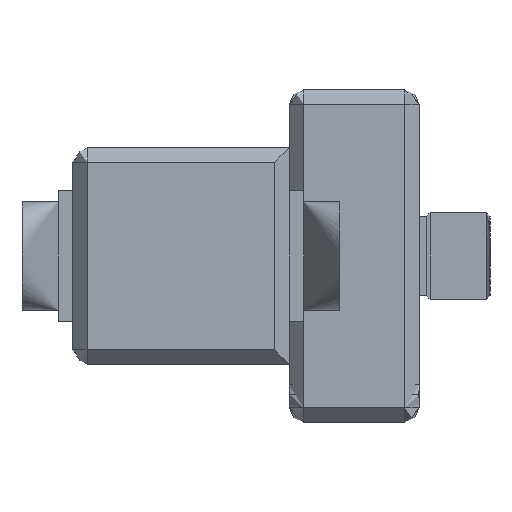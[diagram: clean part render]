
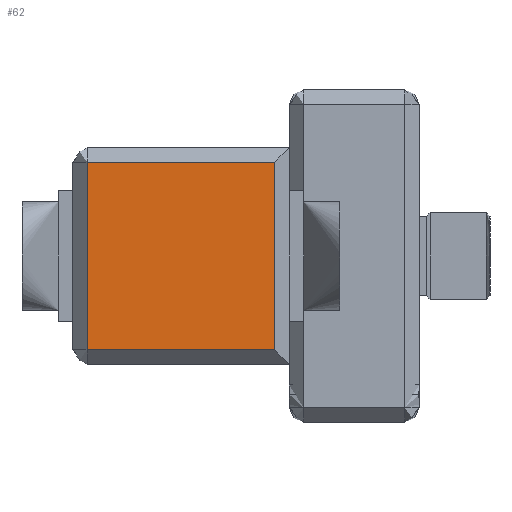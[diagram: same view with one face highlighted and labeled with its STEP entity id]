
A CAD part, front view. The second image highlights one B-rep face of the part: STEP entity #62.
In plain terms, the highlighted free-form (B-spline) face has degree [1, 1] with [2, 2] control points.
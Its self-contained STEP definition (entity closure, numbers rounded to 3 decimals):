
#62=ADVANCED_FACE('',(#181),#1454,.T.);
#181=FACE_OUTER_BOUND('',#303,.T.);
#303=EDGE_LOOP('',(#596,#597,#598,#599));
#596=ORIENTED_EDGE('',*,*,#1055,.T.);
#597=ORIENTED_EDGE('',*,*,#1057,.T.);
#598=ORIENTED_EDGE('',*,*,#1052,.F.);
#599=ORIENTED_EDGE('',*,*,#1056,.T.);
#1052=EDGE_CURVE('',#1281,#1282,#1554,.T.);
#1055=EDGE_CURVE('',#1283,#1284,#1556,.T.);
#1056=EDGE_CURVE('',#1281,#1283,#1557,.T.);
#1057=EDGE_CURVE('',#1284,#1282,#1558,.T.);
#1281=VERTEX_POINT('',#3906);
#1282=VERTEX_POINT('',#3907);
#1283=VERTEX_POINT('',#3908);
#1284=VERTEX_POINT('',#3909);
#1454=B_SPLINE_SURFACE_WITH_KNOTS('',1,1,((#3159,#3160),(#3161,#3162)),.UNSPECIFIED.,
.F.,.F.,.F.,(2,2),(2,2),(2.,28.),(2.,28.),.UNSPECIFIED.);
#1554=B_SPLINE_CURVE_WITH_KNOTS('',1,(#2366,#2367),.UNSPECIFIED.,.F.,.F.,
(2,2),(0.,26.),.UNSPECIFIED.);
#1556=B_SPLINE_CURVE_WITH_KNOTS('',1,(#2377,#2378),.UNSPECIFIED.,.F.,.F.,
(2,2),(0.,26.),.UNSPECIFIED.);
#1557=B_SPLINE_CURVE_WITH_KNOTS('',1,(#2379,#2380),.UNSPECIFIED.,.F.,.F.,
(2,2),(-26.,0.),.UNSPECIFIED.);
#1558=B_SPLINE_CURVE_WITH_KNOTS('',1,(#2381,#2382),.UNSPECIFIED.,.F.,.F.,
(2,2),(-26.,0.),.UNSPECIFIED.);
#2366=CARTESIAN_POINT('',(-37.,-54.,13.));
#2367=CARTESIAN_POINT('',(-11.,-54.,13.));
#2377=CARTESIAN_POINT('',(-37.,-54.,-13.));
#2378=CARTESIAN_POINT('',(-11.,-54.,-13.));
#2379=CARTESIAN_POINT('',(-37.,-54.,13.));
#2380=CARTESIAN_POINT('',(-37.,-54.,-13.));
#2381=CARTESIAN_POINT('',(-11.,-54.,-13.));
#2382=CARTESIAN_POINT('',(-11.,-54.,13.));
#3159=CARTESIAN_POINT('',(-11.,-54.,-13.));
#3160=CARTESIAN_POINT('',(-37.,-54.,-13.));
#3161=CARTESIAN_POINT('',(-11.,-54.,13.));
#3162=CARTESIAN_POINT('',(-37.,-54.,13.));
#3906=CARTESIAN_POINT('',(-37.,-54.,13.));
#3907=CARTESIAN_POINT('',(-11.,-54.,13.));
#3908=CARTESIAN_POINT('',(-37.,-54.,-13.));
#3909=CARTESIAN_POINT('',(-11.,-54.,-13.));
